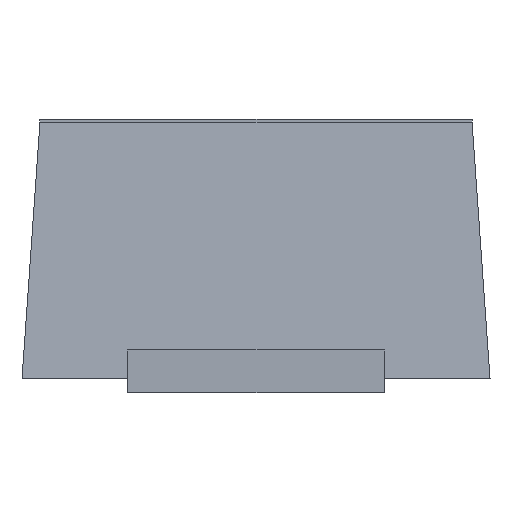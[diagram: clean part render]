
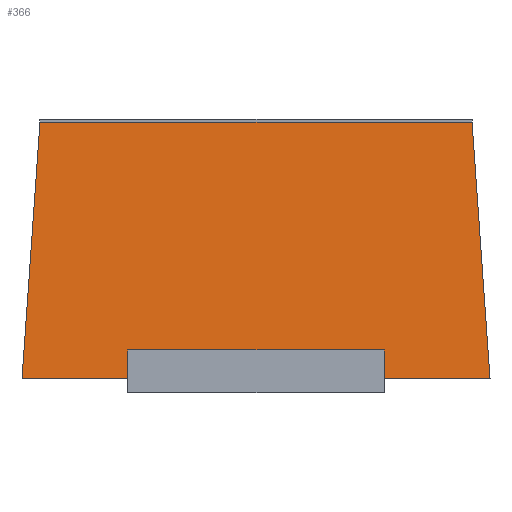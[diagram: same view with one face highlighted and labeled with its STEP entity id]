
A CAD part, left-side view. The second image highlights one B-rep face of the part: STEP entity #366.
In plain terms, the highlighted planar face has unit normal (-0.998, 0, 0.07).
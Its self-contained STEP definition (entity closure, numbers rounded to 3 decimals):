
#22=FACE_OUTER_BOUND('',#46,.T.);
#46=EDGE_LOOP('',(#249,#250,#251,#252));
#70=LINE('',#522,#118);
#73=LINE('',#528,#121);
#74=LINE('',#530,#122);
#75=LINE('',#531,#123);
#118=VECTOR('',#423,10.);
#121=VECTOR('',#428,10.);
#122=VECTOR('',#429,10.);
#123=VECTOR('',#430,10.);
#166=VERTEX_POINT('',#519);
#167=VERTEX_POINT('',#521);
#169=VERTEX_POINT('',#527);
#170=VERTEX_POINT('',#529);
#198=EDGE_CURVE('',#167,#166,#70,.T.);
#201=EDGE_CURVE('',#166,#169,#73,.T.);
#202=EDGE_CURVE('',#170,#169,#74,.T.);
#203=EDGE_CURVE('',#170,#167,#75,.T.);
#249=ORIENTED_EDGE('',*,*,#201,.T.);
#250=ORIENTED_EDGE('',*,*,#202,.F.);
#251=ORIENTED_EDGE('',*,*,#203,.T.);
#252=ORIENTED_EDGE('',*,*,#198,.T.);
#342=PLANE('',#395);
#366=ADVANCED_FACE('',(#22),#342,.T.);
#395=AXIS2_PLACEMENT_3D('',#526,#426,#427);
#423=DIRECTION('',(0.07,0.07,0.995));
#426=DIRECTION('center_axis',(-0.998,0.,0.07));
#427=DIRECTION('ref_axis',(0.,-1.,0.));
#428=DIRECTION('',(0.,1.,0.));
#429=DIRECTION('',(0.07,-0.07,0.995));
#430=DIRECTION('',(0.,-1.,0.));
#519=CARTESIAN_POINT('',(-1.284,-0.759,0.95));
#521=CARTESIAN_POINT('',(-1.347,-0.822,0.05));
#522=CARTESIAN_POINT('',(-1.343,-0.818,0.093));
#526=CARTESIAN_POINT('Origin',(-1.35,-0.825,0.));
#527=CARTESIAN_POINT('',(-1.284,0.759,0.95));
#528=CARTESIAN_POINT('',(-1.284,0.825,0.95));
#529=CARTESIAN_POINT('',(-1.347,0.822,0.05));
#530=CARTESIAN_POINT('',(-1.346,0.821,0.057));
#531=CARTESIAN_POINT('',(-1.347,-0.413,0.05));
